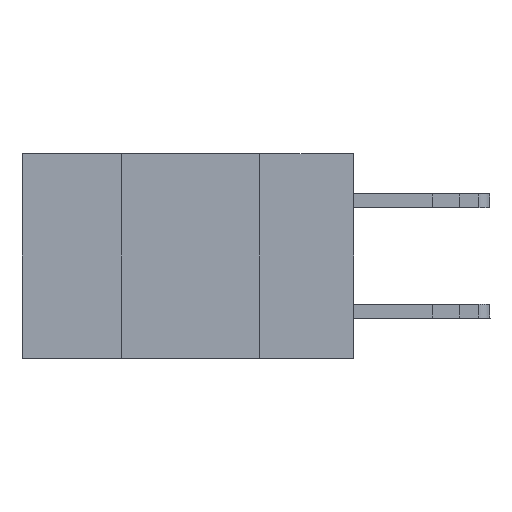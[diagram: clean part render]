
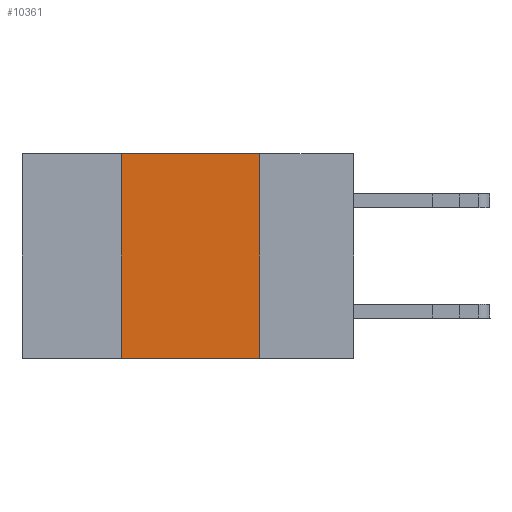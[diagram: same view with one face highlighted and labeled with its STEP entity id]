
A CAD part, left-side view. The second image highlights one B-rep face of the part: STEP entity #10361.
In plain terms, the highlighted planar face has unit normal (-1, 0, 0).
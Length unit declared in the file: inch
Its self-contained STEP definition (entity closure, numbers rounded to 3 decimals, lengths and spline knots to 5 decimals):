
#1425 = FACE_OUTER_BOUND ( 'NONE', #1453, .T. ) ;
#1453 = EDGE_LOOP ( 'NONE', ( #16993, #17121, #8407, #11344 ) ) ;
#1569 = EDGE_CURVE ( 'NONE', #12183, #4917, #6658, .T. ) ;
#1835 = VERTEX_POINT ( 'NONE', #17416 ) ;
#2633 = CARTESIAN_POINT ( 'NONE',  ( 0., 0.17, -0.37 ) ) ;
#3498 = VERTEX_POINT ( 'NONE', #2633 ) ;
#4917 = VERTEX_POINT ( 'NONE', #9732 ) ;
#5106 = DIRECTION ( 'NONE',  ( 0., -1., 0. ) ) ;
#5224 = EDGE_CURVE ( 'NONE', #12183, #3498, #16342, .T. ) ;
#6113 = VECTOR ( 'NONE', #12054, 39.37008 ) ;
#6376 = CARTESIAN_POINT ( 'NONE',  ( 0., 0.17, 0. ) ) ;
#6658 = LINE ( 'NONE', #10427, #6113 ) ;
#6819 = AXIS2_PLACEMENT_3D ( 'NONE', #10540, #18586, #9014 ) ;
#7624 = LINE ( 'NONE', #6376, #8115 ) ;
#8115 = VECTOR ( 'NONE', #16037, 39.37008 ) ;
#8407 = ORIENTED_EDGE ( 'NONE', *, *, #1569, .F. ) ;
#8749 = DIRECTION ( 'NONE',  ( 0., -1., 0. ) ) ;
#9014 = DIRECTION ( 'NONE',  ( 0., 0., -1. ) ) ;
#9732 = CARTESIAN_POINT ( 'NONE',  ( 0., 0.42, 0. ) ) ;
#9947 = EDGE_CURVE ( 'NONE', #1835, #3498, #7624, .T. ) ;
#10361 = ADVANCED_FACE ( 'NONE', ( #1425 ), #16991, .F. ) ;
#10427 = CARTESIAN_POINT ( 'NONE',  ( 0., 0.42, 0. ) ) ;
#10540 = CARTESIAN_POINT ( 'NONE',  ( 0., 0.6, 0. ) ) ;
#11344 = ORIENTED_EDGE ( 'NONE', *, *, #5224, .T. ) ;
#12054 = DIRECTION ( 'NONE',  ( 0., 0., 1. ) ) ;
#12084 = VECTOR ( 'NONE', #8749, 39.37008 ) ;
#12183 = VERTEX_POINT ( 'NONE', #13302 ) ;
#13302 = CARTESIAN_POINT ( 'NONE',  ( 0., 0.42, -0.37 ) ) ;
#13593 = CARTESIAN_POINT ( 'NONE',  ( 0., 0.6, -0.37 ) ) ;
#14454 = LINE ( 'NONE', #16494, #17689 ) ;
#16037 = DIRECTION ( 'NONE',  ( 0., 0., -1. ) ) ;
#16342 = LINE ( 'NONE', #13593, #12084 ) ;
#16494 = CARTESIAN_POINT ( 'NONE',  ( 0., 0.6, 0. ) ) ;
#16991 = PLANE ( 'NONE',  #6819 ) ;
#16993 = ORIENTED_EDGE ( 'NONE', *, *, #9947, .F. ) ;
#17121 = ORIENTED_EDGE ( 'NONE', *, *, #18947, .F. ) ;
#17416 = CARTESIAN_POINT ( 'NONE',  ( 0., 0.17, 0. ) ) ;
#17689 = VECTOR ( 'NONE', #5106, 39.37008 ) ;
#18586 = DIRECTION ( 'NONE',  ( 1., 0., 0. ) ) ;
#18947 = EDGE_CURVE ( 'NONE', #4917, #1835, #14454, .T. ) ;
